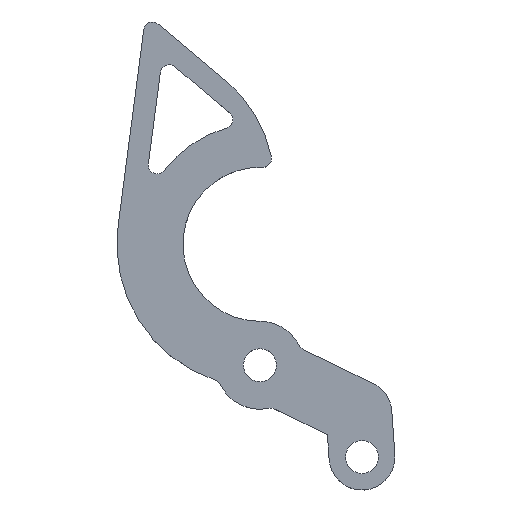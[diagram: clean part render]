
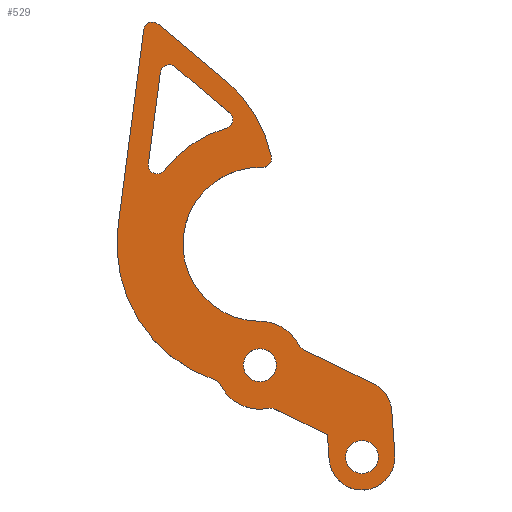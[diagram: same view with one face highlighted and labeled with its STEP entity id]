
A CAD part, top view. The second image highlights one B-rep face of the part: STEP entity #529.
In plain terms, the highlighted planar face has unit normal (0, 0, 1).
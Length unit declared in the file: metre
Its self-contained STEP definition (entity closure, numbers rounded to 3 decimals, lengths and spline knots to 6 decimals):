
#20=PLANE('',#596);
#24=LINE('',#794,#64);
#31=LINE('',#813,#71);
#35=LINE('',#830,#75);
#41=LINE('',#843,#81);
#45=LINE('',#855,#85);
#49=LINE('',#867,#89);
#52=LINE('',#874,#92);
#57=LINE('',#888,#97);
#64=VECTOR('',#625,1.);
#71=VECTOR('',#640,1.);
#75=VECTOR('',#658,1.);
#81=VECTOR('',#666,1.);
#85=VECTOR('',#678,1.);
#89=VECTOR('',#690,1.);
#92=VECTOR('',#695,1.);
#97=VECTOR('',#708,1.);
#182=ORIENTED_EDGE('',*,*,#296,.F.);
#183=ORIENTED_EDGE('',*,*,#300,.F.);
#184=ORIENTED_EDGE('',*,*,#303,.F.);
#185=ORIENTED_EDGE('',*,*,#306,.F.);
#186=ORIENTED_EDGE('',*,*,#309,.T.);
#187=ORIENTED_EDGE('',*,*,#316,.F.);
#188=ORIENTED_EDGE('',*,*,#256,.F.);
#189=ORIENTED_EDGE('',*,*,#319,.T.);
#190=ORIENTED_EDGE('',*,*,#320,.T.);
#191=ORIENTED_EDGE('',*,*,#258,.F.);
#192=ORIENTED_EDGE('',*,*,#264,.T.);
#193=ORIENTED_EDGE('',*,*,#267,.T.);
#194=ORIENTED_EDGE('',*,*,#270,.T.);
#195=ORIENTED_EDGE('',*,*,#321,.T.);
#196=ORIENTED_EDGE('',*,*,#273,.T.);
#197=ORIENTED_EDGE('',*,*,#322,.T.);
#198=ORIENTED_EDGE('',*,*,#275,.F.);
#199=ORIENTED_EDGE('',*,*,#281,.F.);
#200=ORIENTED_EDGE('',*,*,#284,.T.);
#201=ORIENTED_EDGE('',*,*,#287,.T.);
#202=ORIENTED_EDGE('',*,*,#290,.T.);
#203=ORIENTED_EDGE('',*,*,#293,.T.);
#204=ORIENTED_EDGE('',*,*,#323,.T.);
#205=ORIENTED_EDGE('',*,*,#312,.T.);
#206=ORIENTED_EDGE('',*,*,#310,.F.);
#207=ORIENTED_EDGE('',*,*,#317,.F.);
#256=EDGE_CURVE('',#332,#333,#383,.T.);
#258=EDGE_CURVE('',#334,#335,#24,.T.);
#264=EDGE_CURVE('',#334,#339,#385,.T.);
#267=EDGE_CURVE('',#339,#341,#31,.T.);
#270=EDGE_CURVE('',#341,#343,#387,.T.);
#273=EDGE_CURVE('',#347,#346,#389,.T.);
#275=EDGE_CURVE('',#348,#349,#35,.T.);
#281=EDGE_CURVE('',#353,#348,#41,.T.);
#284=EDGE_CURVE('',#353,#355,#391,.T.);
#287=EDGE_CURVE('',#355,#357,#45,.T.);
#290=EDGE_CURVE('',#357,#359,#393,.T.);
#293=EDGE_CURVE('',#359,#361,#49,.T.);
#296=EDGE_CURVE('',#364,#365,#52,.T.);
#300=EDGE_CURVE('',#367,#364,#395,.T.);
#303=EDGE_CURVE('',#369,#367,#57,.T.);
#306=EDGE_CURVE('',#371,#369,#397,.T.);
#309=EDGE_CURVE('',#371,#373,#399,.T.);
#310=EDGE_CURVE('',#374,#374,#400,.T.);
#312=EDGE_CURVE('',#376,#333,#402,.T.);
#316=EDGE_CURVE('',#365,#373,#405,.T.);
#317=EDGE_CURVE('',#378,#378,#406,.T.);
#319=EDGE_CURVE('',#332,#380,#408,.T.);
#320=EDGE_CURVE('',#380,#335,#409,.T.);
#321=EDGE_CURVE('',#343,#347,#410,.F.);
#322=EDGE_CURVE('',#346,#349,#411,.F.);
#323=EDGE_CURVE('',#361,#376,#412,.F.);
#332=VERTEX_POINT('',#789);
#333=VERTEX_POINT('',#791);
#334=VERTEX_POINT('',#795);
#335=VERTEX_POINT('',#796);
#339=VERTEX_POINT('',#806);
#341=VERTEX_POINT('',#812);
#343=VERTEX_POINT('',#818);
#346=VERTEX_POINT('',#825);
#347=VERTEX_POINT('',#827);
#348=VERTEX_POINT('',#831);
#349=VERTEX_POINT('',#832);
#353=VERTEX_POINT('',#842);
#355=VERTEX_POINT('',#848);
#357=VERTEX_POINT('',#854);
#359=VERTEX_POINT('',#860);
#361=VERTEX_POINT('',#866);
#364=VERTEX_POINT('',#873);
#365=VERTEX_POINT('',#875);
#367=VERTEX_POINT('',#881);
#369=VERTEX_POINT('',#887);
#371=VERTEX_POINT('',#893);
#373=VERTEX_POINT('',#899);
#374=VERTEX_POINT('',#903);
#376=VERTEX_POINT('',#908);
#378=VERTEX_POINT('',#917);
#380=VERTEX_POINT('',#922);
#383=CIRCLE('',#551,0.022225);
#385=CIRCLE('',#555,0.00254);
#387=CIRCLE('',#559,0.041275);
#389=CIRCLE('',#562,0.0127);
#391=CIRCLE('',#567,0.009525);
#393=CIRCLE('',#571,0.009525);
#395=CIRCLE('',#576,0.00254);
#397=CIRCLE('',#580,0.00254);
#399=CIRCLE('',#583,0.034925);
#400=CIRCLE('',#585,0.004763);
#402=CIRCLE('',#588,0.0127);
#405=CIRCLE('',#592,0.00254);
#406=CIRCLE('',#594,0.004763);
#408=CIRCLE('',#597,0.00254);
#409=CIRCLE('',#598,0.0381);
#410=CIRCLE('',#599,0.00254);
#411=CIRCLE('',#600,0.00254);
#412=CIRCLE('',#601,0.00254);
#441=EDGE_LOOP('',(#182,#183,#184,#185,#186,#187));
#442=EDGE_LOOP('',(#188,#189,#190,#191,#192,#193,#194,#195,#196,#197,#198,
#199,#200,#201,#202,#203,#204,#205));
#443=EDGE_LOOP('',(#206));
#444=EDGE_LOOP('',(#207));
#477=FACE_BOUND('',#441,.T.);
#478=FACE_BOUND('',#442,.T.);
#479=FACE_BOUND('',#443,.T.);
#480=FACE_BOUND('',#444,.T.);
#529=ADVANCED_FACE('',(#477,#478,#479,#480),#20,.T.);
#551=AXIS2_PLACEMENT_3D('',#790,#620,#621);
#555=AXIS2_PLACEMENT_3D('',#807,#634,#635);
#559=AXIS2_PLACEMENT_3D('',#819,#646,#647);
#562=AXIS2_PLACEMENT_3D('',#826,#653,#654);
#567=AXIS2_PLACEMENT_3D('',#849,#672,#673);
#571=AXIS2_PLACEMENT_3D('',#861,#684,#685);
#576=AXIS2_PLACEMENT_3D('',#882,#702,#703);
#580=AXIS2_PLACEMENT_3D('',#894,#714,#715);
#583=AXIS2_PLACEMENT_3D('',#900,#721,#722);
#585=AXIS2_PLACEMENT_3D('',#902,#725,#726);
#588=AXIS2_PLACEMENT_3D('',#907,#731,#732);
#592=AXIS2_PLACEMENT_3D('',#914,#740,#741);
#594=AXIS2_PLACEMENT_3D('',#916,#744,#745);
#596=AXIS2_PLACEMENT_3D('',#920,#748,#749);
#597=AXIS2_PLACEMENT_3D('',#921,#750,#751);
#598=AXIS2_PLACEMENT_3D('',#923,#752,#753);
#599=AXIS2_PLACEMENT_3D('',#924,#754,#755);
#600=AXIS2_PLACEMENT_3D('',#925,#756,#757);
#601=AXIS2_PLACEMENT_3D('',#926,#758,#759);
#620=DIRECTION('',(0.,0.,1.));
#621=DIRECTION('',(1.,0.,0.));
#625=DIRECTION('',(0.766,-0.643,0.));
#634=DIRECTION('',(0.,0.,1.));
#635=DIRECTION('',(1.,0.,0.));
#640=DIRECTION('',(-0.13,-0.992,0.));
#646=DIRECTION('',(0.,0.,1.));
#647=DIRECTION('',(1.,0.,0.));
#653=DIRECTION('',(0.,0.,1.));
#654=DIRECTION('',(1.,0.,0.));
#658=DIRECTION('',(-0.9,0.436,0.));
#666=DIRECTION('',(-0.073,0.997,0.));
#672=DIRECTION('',(0.,0.,1.));
#673=DIRECTION('',(1.,0.,0.));
#678=DIRECTION('',(-0.073,0.997,0.));
#684=DIRECTION('',(0.,0.,1.));
#685=DIRECTION('',(1.,0.,0.));
#690=DIRECTION('',(-0.9,0.436,0.));
#695=DIRECTION('',(-0.13,-0.992,0.));
#702=DIRECTION('',(0.,0.,1.));
#703=DIRECTION('',(1.,0.,0.));
#708=DIRECTION('',(-0.766,0.643,0.));
#714=DIRECTION('',(0.,0.,1.));
#715=DIRECTION('',(1.,0.,0.));
#721=DIRECTION('',(0.,0.,1.));
#722=DIRECTION('',(1.,0.,0.));
#725=DIRECTION('',(0.,0.,1.));
#726=DIRECTION('',(1.,0.,0.));
#731=DIRECTION('',(0.,0.,1.));
#732=DIRECTION('',(1.,0.,0.));
#740=DIRECTION('',(0.,0.,1.));
#741=DIRECTION('',(1.,0.,0.));
#744=DIRECTION('',(0.,0.,1.));
#745=DIRECTION('',(1.,0.,0.));
#748=DIRECTION('',(0.,0.,1.));
#749=DIRECTION('',(1.,0.,0.));
#750=DIRECTION('',(0.,0.,1.));
#751=DIRECTION('',(1.,0.,0.));
#752=DIRECTION('',(0.,0.,1.));
#753=DIRECTION('',(1.,0.,0.));
#754=DIRECTION('',(0.,0.,1.));
#755=DIRECTION('',(1.,0.,0.));
#756=DIRECTION('',(0.,0.,1.));
#757=DIRECTION('',(1.,0.,0.));
#758=DIRECTION('',(0.,0.,1.));
#759=DIRECTION('',(1.,0.,0.));
#789=CARTESIAN_POINT('',(0.000723,0.022213,0.004763));
#790=CARTESIAN_POINT('',(0.,0.,0.004763));
#791=CARTESIAN_POINT('',(0.,-0.022225,0.004763));
#794=CARTESIAN_POINT('',(-0.009255,0.046713,0.004763));
#795=CARTESIAN_POINT('',(-0.02937,0.063592,0.004763));
#796=CARTESIAN_POINT('',(-0.009577,0.046983,0.004763));
#806=CARTESIAN_POINT('',(-0.033521,0.061975,0.004763));
#807=CARTESIAN_POINT('',(-0.031003,0.061646,0.004763));
#812=CARTESIAN_POINT('',(-0.040926,0.005352,0.004763));
#813=CARTESIAN_POINT('',(-0.037224,0.033664,0.004763));
#818=CARTESIAN_POINT('',(-0.012896,-0.039209,0.004763));
#819=CARTESIAN_POINT('',(0.,0.,0.004763));
#825=CARTESIAN_POINT('',(0.002601,-0.047356,0.004763));
#826=CARTESIAN_POINT('',(0.,-0.034925,0.004763));
#827=CARTESIAN_POINT('',(-0.011408,-0.040505,0.004763));
#830=CARTESIAN_POINT('',(0.011442,-0.051049,0.004763));
#831=CARTESIAN_POINT('',(0.019474,-0.054939,0.004763));
#832=CARTESIAN_POINT('',(0.004228,-0.047556,0.004763));
#842=CARTESIAN_POINT('',(0.019997,-0.062121,0.004763));
#843=CARTESIAN_POINT('',(0.019736,-0.05853,0.004763));
#848=CARTESIAN_POINT('',(0.038997,-0.060739,0.004763));
#849=CARTESIAN_POINT('',(0.029497,-0.06143,0.004763));
#854=CARTESIAN_POINT('',(0.038075,-0.048073,0.004763));
#855=CARTESIAN_POINT('',(0.038536,-0.054406,0.004763));
#860=CARTESIAN_POINT('',(0.032727,-0.040191,0.004763));
#861=CARTESIAN_POINT('',(0.028575,-0.048764,0.004763));
#866=CARTESIAN_POINT('',(0.012532,-0.030411,0.004763));
#867=CARTESIAN_POINT('',(0.022219,-0.035102,0.004763));
#873=CARTESIAN_POINT('',(-0.028727,0.049663,0.004763));
#874=CARTESIAN_POINT('',(-0.030457,0.036435,0.004763));
#875=CARTESIAN_POINT('',(-0.032187,0.023207,0.004763));
#881=CARTESIAN_POINT('',(-0.024576,0.05128,0.004763));
#882=CARTESIAN_POINT('',(-0.026209,0.049334,0.004763));
#887=CARTESIAN_POINT('',(-0.0087,0.037958,0.004763));
#888=CARTESIAN_POINT('',(-0.016638,0.044619,0.004763));
#893=CARTESIAN_POINT('',(-0.009632,0.033571,0.004763));
#894=CARTESIAN_POINT('',(-0.010332,0.036012,0.004763));
#899=CARTESIAN_POINT('',(-0.027657,0.021327,0.004763));
#900=CARTESIAN_POINT('',(0.,0.,0.004763));
#902=CARTESIAN_POINT('',(0.,-0.034925,0.004763));
#903=CARTESIAN_POINT('',(0.004763,-0.034925,0.004763));
#907=CARTESIAN_POINT('',(0.,-0.034925,0.004763));
#908=CARTESIAN_POINT('',(0.011366,-0.029258,0.004763));
#914=CARTESIAN_POINT('',(-0.029669,0.022878,0.004763));
#916=CARTESIAN_POINT('',(0.029497,-0.06143,0.004763));
#917=CARTESIAN_POINT('',(0.034259,-0.06143,0.004763));
#920=CARTESIAN_POINT('',(0.,-0.003385,0.004763));
#921=CARTESIAN_POINT('',(0.000806,0.024752,0.004763));
#922=CARTESIAN_POINT('',(0.003297,0.025249,0.004763));
#923=CARTESIAN_POINT('',(-0.034068,0.017797,0.004763));
#924=CARTESIAN_POINT('',(-0.01369,-0.041621,0.004763));
#925=CARTESIAN_POINT('',(0.003121,-0.049842,0.004763));
#926=CARTESIAN_POINT('',(0.013639,-0.028125,0.004763));
